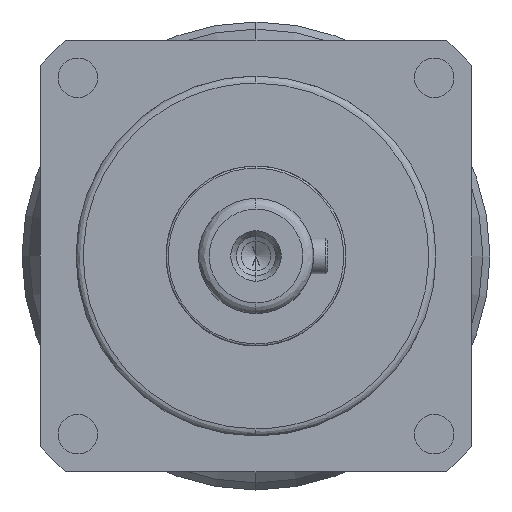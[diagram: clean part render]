
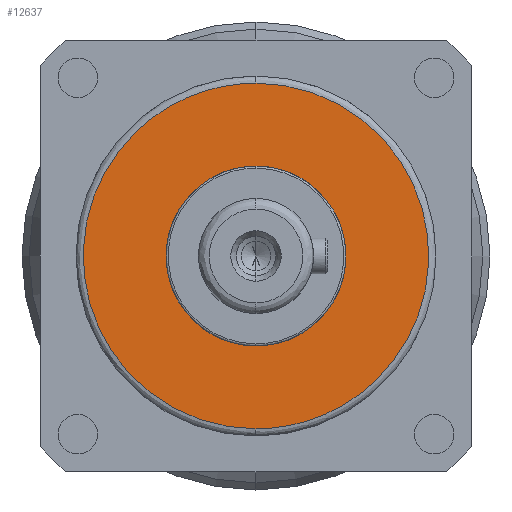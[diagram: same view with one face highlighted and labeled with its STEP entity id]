
A CAD part, left-side view. The second image highlights one B-rep face of the part: STEP entity #12637.
In plain terms, the highlighted planar face has unit normal (-1, 0, 0).
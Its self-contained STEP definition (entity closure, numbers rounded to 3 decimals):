
#352 = EDGE_LOOP ( 'NONE', ( #24715, #2390 ) ) ;
#534 = DIRECTION ( 'NONE',  ( 0., 0., -1. ) ) ;
#887 = DIRECTION ( 'NONE',  ( 1., 0., 0. ) ) ;
#2360 = DIRECTION ( 'NONE',  ( -1., 0., 0. ) ) ;
#2390 = ORIENTED_EDGE ( 'NONE', *, *, #15251, .F. ) ;
#3543 = CARTESIAN_POINT ( 'NONE',  ( 30., 0., 24. ) ) ;
#4013 = FACE_OUTER_BOUND ( 'NONE', #352, .T. ) ;
#4452 = PLANE ( 'NONE',  #17430 ) ;
#4777 = CARTESIAN_POINT ( 'NONE',  ( 30., 0., 24. ) ) ;
#5277 = CIRCLE ( 'NONE', #20955, 12.5 ) ;
#5947 =( BOUNDED_CURVE ( )  B_SPLINE_CURVE ( 3, ( #11715, #20165, #7331, #13897 ),
 .UNSPECIFIED., .F., .F. ) 
 B_SPLINE_CURVE_WITH_KNOTS ( ( 4, 4 ),
 ( 0.25, 0.75 ),
 .UNSPECIFIED. ) 
 CURVE ( )  GEOMETRIC_REPRESENTATION_ITEM ( )  RATIONAL_B_SPLINE_CURVE ( ( 1., 0.333, 0.333, 1. ) ) 
 REPRESENTATION_ITEM ( '' )  );
#6049 = AXIS2_PLACEMENT_3D ( 'NONE', #13899, #887, #16110 ) ;
#7265 = CARTESIAN_POINT ( 'NONE',  ( 30., 0., 12.5 ) ) ;
#7331 = CARTESIAN_POINT ( 'NONE',  ( 30., -48., -24. ) ) ;
#8556 = CIRCLE ( 'NONE', #6049, 12.5 ) ;
#9993 = CARTESIAN_POINT ( 'NONE',  ( 30., 0., -24. ) ) ;
#11213 = ORIENTED_EDGE ( 'NONE', *, *, #16973, .T. ) ;
#11715 = CARTESIAN_POINT ( 'NONE',  ( 30., 0., 24. ) ) ;
#12196 = CARTESIAN_POINT ( 'NONE',  ( 30., 48., -24. ) ) ;
#12637 = ADVANCED_FACE ( 'NONE', ( #4013, #14904 ), #4452, .T. ) ;
#13133 = EDGE_CURVE ( 'NONE', #22944, #18261, #5277, .T. ) ;
#13541 = DIRECTION ( 'NONE',  ( 1., 0., 0. ) ) ;
#13897 = CARTESIAN_POINT ( 'NONE',  ( 30., 0., -24. ) ) ;
#13899 = CARTESIAN_POINT ( 'NONE',  ( 30., 0., 0. ) ) ;
#14904 = FACE_BOUND ( 'NONE', #20306, .T. ) ;
#15251 = EDGE_CURVE ( 'NONE', #24506, #24829, #5947, .T. ) ;
#15411 = CARTESIAN_POINT ( 'NONE',  ( 30., 25., 0. ) ) ;
#16110 = DIRECTION ( 'NONE',  ( 0., 0., -1. ) ) ;
#16554 = CARTESIAN_POINT ( 'NONE',  ( 30., 48., 24. ) ) ;
#16973 = EDGE_CURVE ( 'NONE', #18261, #22944, #8556, .T. ) ;
#17003 = ORIENTED_EDGE ( 'NONE', *, *, #13133, .T. ) ;
#17117 = EDGE_CURVE ( 'NONE', #24829, #24506, #19450, .T. ) ;
#17430 = AXIS2_PLACEMENT_3D ( 'NONE', #15411, #2360, #17560 ) ;
#17560 = DIRECTION ( 'NONE',  ( 0., 0., 1. ) ) ;
#18261 = VERTEX_POINT ( 'NONE', #7265 ) ;
#19450 =( BOUNDED_CURVE ( )  B_SPLINE_CURVE ( 3, ( #27005, #12196, #16554, #3543 ),
 .UNSPECIFIED., .F., .F. ) 
 B_SPLINE_CURVE_WITH_KNOTS ( ( 4, 4 ),
 ( 0.75, 1.25 ),
 .UNSPECIFIED. ) 
 CURVE ( )  GEOMETRIC_REPRESENTATION_ITEM ( )  RATIONAL_B_SPLINE_CURVE ( ( 1., 0.333, 0.333, 1. ) ) 
 REPRESENTATION_ITEM ( '' )  );
#20165 = CARTESIAN_POINT ( 'NONE',  ( 30., -48., 24. ) ) ;
#20306 = EDGE_LOOP ( 'NONE', ( #17003, #11213 ) ) ;
#20955 = AXIS2_PLACEMENT_3D ( 'NONE', #26205, #13541, #534 ) ;
#22944 = VERTEX_POINT ( 'NONE', #25068 ) ;
#24506 = VERTEX_POINT ( 'NONE', #4777 ) ;
#24715 = ORIENTED_EDGE ( 'NONE', *, *, #17117, .F. ) ;
#24829 = VERTEX_POINT ( 'NONE', #9993 ) ;
#25068 = CARTESIAN_POINT ( 'NONE',  ( 30., 0., -12.5 ) ) ;
#26205 = CARTESIAN_POINT ( 'NONE',  ( 30., 0., 0. ) ) ;
#27005 = CARTESIAN_POINT ( 'NONE',  ( 30., 0., -24. ) ) ;
